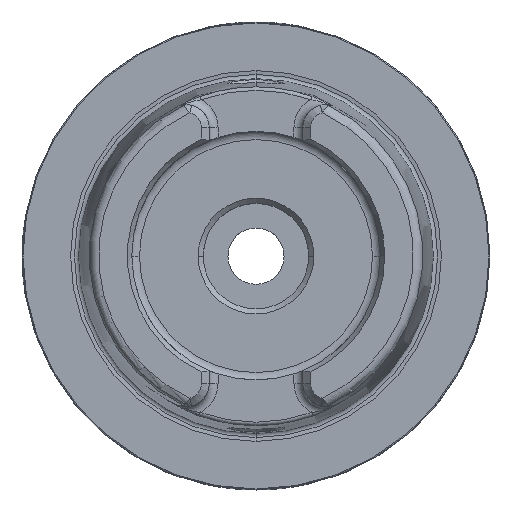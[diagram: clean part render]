
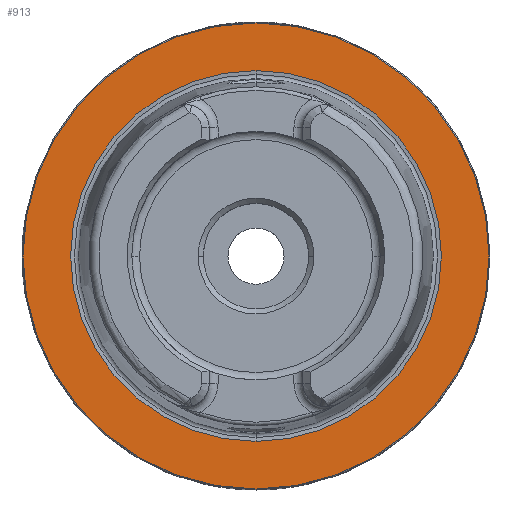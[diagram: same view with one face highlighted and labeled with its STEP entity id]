
A CAD part, top view. The second image highlights one B-rep face of the part: STEP entity #913.
In plain terms, the highlighted planar face has unit normal (0, 0, 1).
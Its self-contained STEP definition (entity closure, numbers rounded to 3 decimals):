
#79 = CIRCLE ( 'NONE', #6607, 39.59 ) ;
#282 = CIRCLE ( 'NONE', #7172, 39.59 ) ;
#349 = DIRECTION ( 'NONE',  ( 0., 0., 1. ) ) ;
#581 = EDGE_CURVE ( 'NONE', #7642, #6001, #282, .T. ) ;
#656 = DIRECTION ( 'NONE',  ( 0., -1., 0. ) ) ;
#913 = ADVANCED_FACE ( 'NONE', ( #11540, #4373 ), #11316, .T. ) ;
#1003 = CARTESIAN_POINT ( 'NONE',  ( 0., 49.965, 0. ) ) ;
#1598 = VERTEX_POINT ( 'NONE', #4841 ) ;
#1959 = CIRCLE ( 'NONE', #9002, 49.765 ) ;
#2044 = DIRECTION ( 'NONE',  ( 0., -1., 0. ) ) ;
#2283 = EDGE_CURVE ( 'NONE', #2951, #1598, #8055, .T. ) ;
#2303 = EDGE_CURVE ( 'NONE', #6001, #7642, #79, .T. ) ;
#2587 = DIRECTION ( 'NONE',  ( 0., 0., -1. ) ) ;
#2951 = VERTEX_POINT ( 'NONE', #3937 ) ;
#3272 = CARTESIAN_POINT ( 'NONE',  ( 0., 39.59, 0. ) ) ;
#3399 = CARTESIAN_POINT ( 'NONE',  ( 0., 0., 0. ) ) ;
#3937 = CARTESIAN_POINT ( 'NONE',  ( 0., 49.765, 0. ) ) ;
#3953 = EDGE_LOOP ( 'NONE', ( #8987, #6975 ) ) ;
#4298 = DIRECTION ( 'NONE',  ( 0., 1., 0. ) ) ;
#4373 = FACE_BOUND ( 'NONE', #10352, .T. ) ;
#4841 = CARTESIAN_POINT ( 'NONE',  ( 0., -49.765, 0. ) ) ;
#6001 = VERTEX_POINT ( 'NONE', #3272 ) ;
#6044 = AXIS2_PLACEMENT_3D ( 'NONE', #6145, #349, #7127 ) ;
#6145 = CARTESIAN_POINT ( 'NONE',  ( 0., 0., 0. ) ) ;
#6461 = DIRECTION ( 'NONE',  ( 0., 0., 1. ) ) ;
#6607 = AXIS2_PLACEMENT_3D ( 'NONE', #3399, #9887, #4298 ) ;
#6812 = ORIENTED_EDGE ( 'NONE', *, *, #581, .T. ) ;
#6975 = ORIENTED_EDGE ( 'NONE', *, *, #2283, .T. ) ;
#7127 = DIRECTION ( 'NONE',  ( 0., -1., 0. ) ) ;
#7172 = AXIS2_PLACEMENT_3D ( 'NONE', #8220, #2587, #9111 ) ;
#7642 = VERTEX_POINT ( 'NONE', #9026 ) ;
#7728 = DIRECTION ( 'NONE',  ( 0., 0., 1. ) ) ;
#8055 = CIRCLE ( 'NONE', #6044, 49.765 ) ;
#8220 = CARTESIAN_POINT ( 'NONE',  ( 0., 0., 0. ) ) ;
#8640 = ORIENTED_EDGE ( 'NONE', *, *, #2303, .T. ) ;
#8987 = ORIENTED_EDGE ( 'NONE', *, *, #11717, .T. ) ;
#9002 = AXIS2_PLACEMENT_3D ( 'NONE', #12007, #6461, #656 ) ;
#9026 = CARTESIAN_POINT ( 'NONE',  ( 0., -39.59, 0. ) ) ;
#9111 = DIRECTION ( 'NONE',  ( 0., 1., 0. ) ) ;
#9326 = AXIS2_PLACEMENT_3D ( 'NONE', #1003, #7728, #2044 ) ;
#9887 = DIRECTION ( 'NONE',  ( 0., 0., -1. ) ) ;
#10352 = EDGE_LOOP ( 'NONE', ( #6812, #8640 ) ) ;
#11316 = PLANE ( 'NONE',  #9326 ) ;
#11540 = FACE_OUTER_BOUND ( 'NONE', #3953, .T. ) ;
#11717 = EDGE_CURVE ( 'NONE', #1598, #2951, #1959, .T. ) ;
#12007 = CARTESIAN_POINT ( 'NONE',  ( 0., 0., 0. ) ) ;
